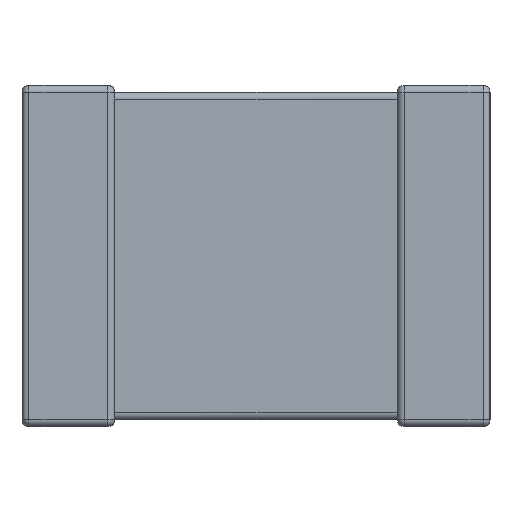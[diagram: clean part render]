
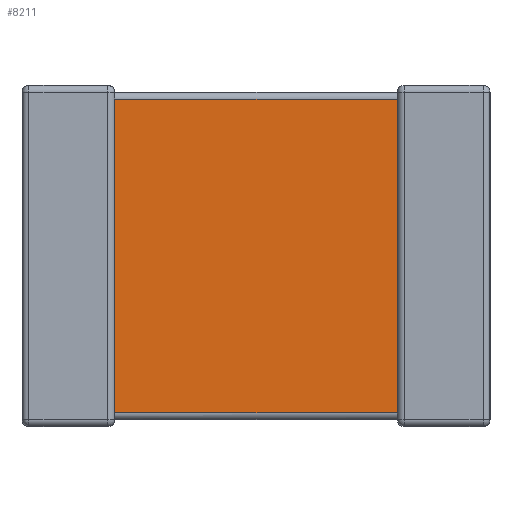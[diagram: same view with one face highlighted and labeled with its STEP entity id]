
A CAD part, front view. The second image highlights one B-rep face of the part: STEP entity #8211.
In plain terms, the highlighted planar face has unit normal (0, -1, 0).
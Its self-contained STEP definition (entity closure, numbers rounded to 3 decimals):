
#5 = FACE_OUTER_BOUND ( 'NONE', #633, .T. ) ;
#154 = PLANE ( 'NONE',  #236 ) ;
#236 = AXIS2_PLACEMENT_3D ( 'NONE', #5482, #8577, #2413 ) ;
#293 = ORIENTED_EDGE ( 'NONE', *, *, #2094, .T. ) ;
#441 = ORIENTED_EDGE ( 'NONE', *, *, #4379, .T. ) ;
#465 = CARTESIAN_POINT ( 'NONE',  ( 0.95, 0.07, -3.5 ) ) ;
#633 = EDGE_LOOP ( 'NONE', ( #2000, #293, #9413, #441 ) ) ;
#976 = CARTESIAN_POINT ( 'NONE',  ( 3.85, 0.07, -3.5 ) ) ;
#1616 = EDGE_CURVE ( 'NONE', #4328, #2977, #5192, .T. ) ;
#1674 = VERTEX_POINT ( 'NONE', #7451 ) ;
#2000 = ORIENTED_EDGE ( 'NONE', *, *, #7949, .T. ) ;
#2094 = EDGE_CURVE ( 'NONE', #7801, #2977, #2639, .T. ) ;
#2413 = DIRECTION ( 'NONE',  ( 1., 0., 0. ) ) ;
#2448 = CARTESIAN_POINT ( 'NONE',  ( 3.85, 0.07, -0.14 ) ) ;
#2589 = LINE ( 'NONE', #976, #7713 ) ;
#2639 = LINE ( 'NONE', #2688, #3190 ) ;
#2688 = CARTESIAN_POINT ( 'NONE',  ( 0.95, 0.07, -0.14 ) ) ;
#2977 = VERTEX_POINT ( 'NONE', #8137 ) ;
#3190 = VECTOR ( 'NONE', #7104, 1000. ) ;
#3561 = DIRECTION ( 'NONE',  ( 0., 0., 1. ) ) ;
#4328 = VERTEX_POINT ( 'NONE', #5231 ) ;
#4362 = VECTOR ( 'NONE', #8525, 1000. ) ;
#4379 = EDGE_CURVE ( 'NONE', #4328, #1674, #7788, .T. ) ;
#5192 = LINE ( 'NONE', #465, #7647 ) ;
#5231 = CARTESIAN_POINT ( 'NONE',  ( 0.95, 0.07, -3.36 ) ) ;
#5482 = CARTESIAN_POINT ( 'NONE',  ( 0.95, 0.07, -3.5 ) ) ;
#7104 = DIRECTION ( 'NONE',  ( -1., 0., 0. ) ) ;
#7451 = CARTESIAN_POINT ( 'NONE',  ( 3.85, 0.07, -3.36 ) ) ;
#7647 = VECTOR ( 'NONE', #3561, 1000. ) ;
#7713 = VECTOR ( 'NONE', #9351, 1000. ) ;
#7788 = LINE ( 'NONE', #9129, #4362 ) ;
#7801 = VERTEX_POINT ( 'NONE', #2448 ) ;
#7949 = EDGE_CURVE ( 'NONE', #1674, #7801, #2589, .T. ) ;
#8137 = CARTESIAN_POINT ( 'NONE',  ( 0.95, 0.07, -0.14 ) ) ;
#8211 = ADVANCED_FACE ( 'NONE', ( #5 ), #154, .T. ) ;
#8525 = DIRECTION ( 'NONE',  ( 1., 0., 0. ) ) ;
#8577 = DIRECTION ( 'NONE',  ( 0., -1., 0. ) ) ;
#9129 = CARTESIAN_POINT ( 'NONE',  ( 0.95, 0.07, -3.36 ) ) ;
#9351 = DIRECTION ( 'NONE',  ( 0., 0., 1. ) ) ;
#9413 = ORIENTED_EDGE ( 'NONE', *, *, #1616, .F. ) ;
